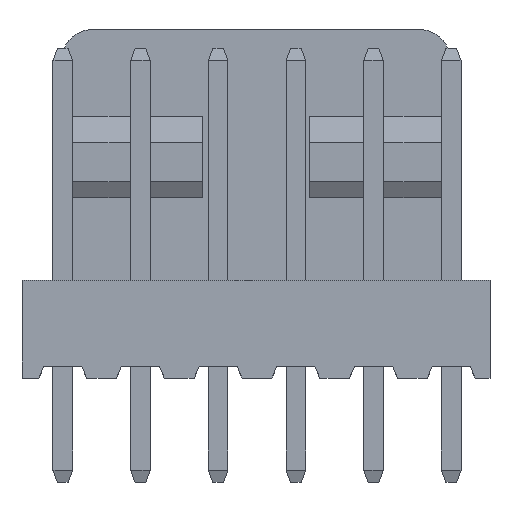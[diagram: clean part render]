
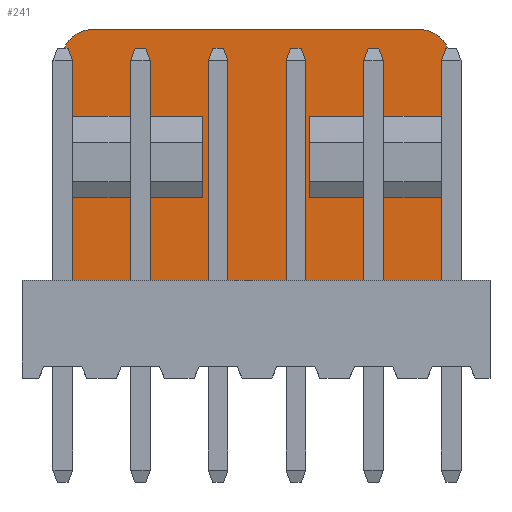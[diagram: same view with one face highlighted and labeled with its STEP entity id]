
A CAD part, top view. The second image highlights one B-rep face of the part: STEP entity #241.
In plain terms, the highlighted planar face has unit normal (0, 0, 1).
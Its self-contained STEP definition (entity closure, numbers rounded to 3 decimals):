
#241 = ADVANCED_FACE ( 'NONE', ( #4107 ), #1505, .T. ) ;
#384 = DIRECTION ( 'NONE',  ( 0., -1., 0. ) ) ;
#386 = CARTESIAN_POINT ( 'NONE',  ( 23.643, 52.751, -4.64 ) ) ;
#387 = DIRECTION ( 'NONE',  ( 0., 0., 1. ) ) ;
#388 = DIRECTION ( 'NONE',  ( 1., 0., 0. ) ) ;
#389 = CARTESIAN_POINT ( 'NONE',  ( 35.343, 53.751, -4.64 ) ) ;
#394 = CARTESIAN_POINT ( 'NONE',  ( 21.343, 45.547, -4.64 ) ) ;
#395 = DIRECTION ( 'NONE',  ( 1., 0., 0. ) ) ;
#396 = CARTESIAN_POINT ( 'NONE',  ( 22.643, 48.254, -4.64 ) ) ;
#397 = DIRECTION ( 'NONE',  ( 0., 1., 0. ) ) ;
#398 = CARTESIAN_POINT ( 'NONE',  ( 27.243, 41.996, -4.64 ) ) ;
#399 = DIRECTION ( 'NONE',  ( 0., 1., 0. ) ) ;
#400 = CARTESIAN_POINT ( 'NONE',  ( 22.643, 53.751, -4.64 ) ) ;
#401 = DIRECTION ( 'NONE',  ( 0., 1., 0. ) ) ;
#404 = CARTESIAN_POINT ( 'NONE',  ( 34.343, 52.751, -4.64 ) ) ;
#405 = DIRECTION ( 'NONE',  ( 0., 0., 1. ) ) ;
#406 = DIRECTION ( 'NONE',  ( 1., 0., 0. ) ) ;
#407 = CARTESIAN_POINT ( 'NONE',  ( 30.743, 41.996, -4.64 ) ) ;
#408 = DIRECTION ( 'NONE',  ( 0., 1., 0. ) ) ;
#409 = CARTESIAN_POINT ( 'NONE',  ( 35.343, 48.254, -4.64 ) ) ;
#410 = DIRECTION ( 'NONE',  ( 0., -1., 0. ) ) ;
#469 = CARTESIAN_POINT ( 'NONE',  ( 21.343, 53.751, -4.64 ) ) ;
#507 = CARTESIAN_POINT ( 'NONE',  ( 21.343, 48.254, -4.64 ) ) ;
#509 = DIRECTION ( 'NONE',  ( 1., 0., 0. ) ) ;
#511 = CARTESIAN_POINT ( 'NONE',  ( 21.343, 48.254, -4.64 ) ) ;
#513 = DIRECTION ( 'NONE',  ( 1., 0., 0. ) ) ;
#514 = DIRECTION ( 'NONE',  ( 1., 0., 0. ) ) ;
#939 = CARTESIAN_POINT ( 'NONE',  ( 22.643, 52.751, -4.64 ) ) ;
#956 = CARTESIAN_POINT ( 'NONE',  ( 22.643, 45.547, -4.64 ) ) ;
#965 = CARTESIAN_POINT ( 'NONE',  ( 30.743, 50.926, -4.64 ) ) ;
#973 = CARTESIAN_POINT ( 'NONE',  ( 30.743, 48.254, -4.64 ) ) ;
#976 = CARTESIAN_POINT ( 'NONE',  ( 22.643, 48.254, -4.64 ) ) ;
#1003 = CARTESIAN_POINT ( 'NONE',  ( 22.643, 50.926, -4.64 ) ) ;
#1007 = CARTESIAN_POINT ( 'NONE',  ( 27.243, 48.254, -4.64 ) ) ;
#1013 = CARTESIAN_POINT ( 'NONE',  ( 23.643, 53.751, -4.64 ) ) ;
#1022 = CARTESIAN_POINT ( 'NONE',  ( 35.343, 52.751, -4.64 ) ) ;
#1033 = CARTESIAN_POINT ( 'NONE',  ( 35.343, 50.926, -4.64 ) ) ;
#1078 = CARTESIAN_POINT ( 'NONE',  ( 35.343, 45.547, -4.64 ) ) ;
#1085 = CARTESIAN_POINT ( 'NONE',  ( 35.343, 48.254, -4.64 ) ) ;
#1138 = CARTESIAN_POINT ( 'NONE',  ( 27.243, 50.926, -4.64 ) ) ;
#1151 = CARTESIAN_POINT ( 'NONE',  ( 34.343, 53.751, -4.64 ) ) ;
#1494 = DIRECTION ( 'NONE',  ( 1., 0., 0. ) ) ;
#1495 = DIRECTION ( 'NONE',  ( 0., 0., 1. ) ) ;
#1505 = PLANE ( 'NONE',  #2505 ) ;
#1510 = CARTESIAN_POINT ( 'NONE',  ( 21.343, 53.751, -4.64 ) ) ;
#1514 = VECTOR ( 'NONE', #3295, 1000. ) ;
#1568 = ORIENTED_EDGE ( 'NONE', *, *, #2296, .T. ) ;
#1569 = ORIENTED_EDGE ( 'NONE', *, *, #2298, .T. ) ;
#1570 = ORIENTED_EDGE ( 'NONE', *, *, #2238, .T. ) ;
#1571 = ORIENTED_EDGE ( 'NONE', *, *, #2297, .F. ) ;
#1572 = ORIENTED_EDGE ( 'NONE', *, *, #2347, .F. ) ;
#1573 = ORIENTED_EDGE ( 'NONE', *, *, #2294, .F. ) ;
#1574 = ORIENTED_EDGE ( 'NONE', *, *, #2237, .T. ) ;
#1575 = ORIENTED_EDGE ( 'NONE', *, *, #2295, .F. ) ;
#1667 = ORIENTED_EDGE ( 'NONE', *, *, #2350, .F. ) ;
#1668 = ORIENTED_EDGE ( 'NONE', *, *, #2299, .F. ) ;
#1669 = ORIENTED_EDGE ( 'NONE', *, *, #2292, .T. ) ;
#1670 = ORIENTED_EDGE ( 'NONE', *, *, #2293, .F. ) ;
#1671 = ORIENTED_EDGE ( 'NONE', *, *, #2349, .F. ) ;
#1672 = ORIENTED_EDGE ( 'NONE', *, *, #2288, .T. ) ;
#1721 = EDGE_LOOP ( 'NONE', ( #1667, #1672, #1575, #1574, #1573, #1671, #1670, #1669, #1668, #1572, #1569, #1570, #1571, #1568 ) ) ;
#2237 = EDGE_CURVE ( 'NONE', #3821, #4008, #4140, .T. ) ;
#2238 = EDGE_CURVE ( 'NONE', #3773, #3862, #3360, .T. ) ;
#2288 = EDGE_CURVE ( 'NONE', #3841, #3732, #2746, .T. ) ;
#2292 = EDGE_CURVE ( 'NONE', #3753, #3922, #2753, .T. ) ;
#2293 = EDGE_CURVE ( 'NONE', #3753, #3789, #2755, .T. ) ;
#2294 = EDGE_CURVE ( 'NONE', #3825, #4008, #2757, .T. ) ;
#2295 = EDGE_CURVE ( 'NONE', #3821, #3732, #2759, .T. ) ;
#2296 = EDGE_CURVE ( 'NONE', #3846, #4017, #2761, .T. ) ;
#2297 = EDGE_CURVE ( 'NONE', #3846, #3862, #2763, .T. ) ;
#2298 = EDGE_CURVE ( 'NONE', #3777, #3773, #2764, .T. ) ;
#2299 = EDGE_CURVE ( 'NONE', #3935, #3922, #2766, .T. ) ;
#2347 = EDGE_CURVE ( 'NONE', #3777, #3935, #2860, .T. ) ;
#2349 = EDGE_CURVE ( 'NONE', #3789, #3825, #2864, .T. ) ;
#2350 = EDGE_CURVE ( 'NONE', #3841, #4017, #2862, .T. ) ;
#2505 = AXIS2_PLACEMENT_3D ( 'NONE', #1510, #1495, #1494 ) ;
#2546 = AXIS2_PLACEMENT_3D ( 'NONE', #386, #387, #388 ) ;
#2548 = AXIS2_PLACEMENT_3D ( 'NONE', #404, #405, #406 ) ;
#2746 = CIRCLE ( 'NONE', #2546, 1. ) ;
#2753 = LINE ( 'NONE', #394, #2756 ) ;
#2755 = LINE ( 'NONE', #396, #2758 ) ;
#2756 = VECTOR ( 'NONE', #395, 1000. ) ;
#2757 = LINE ( 'NONE', #398, #2760 ) ;
#2758 = VECTOR ( 'NONE', #397, 1000. ) ;
#2759 = LINE ( 'NONE', #400, #2762 ) ;
#2760 = VECTOR ( 'NONE', #399, 1000. ) ;
#2761 = CIRCLE ( 'NONE', #2548, 1. ) ;
#2762 = VECTOR ( 'NONE', #401, 1000. ) ;
#2763 = LINE ( 'NONE', #389, #2765 ) ;
#2764 = LINE ( 'NONE', #407, #2767 ) ;
#2765 = VECTOR ( 'NONE', #384, 1000. ) ;
#2766 = LINE ( 'NONE', #409, #2769 ) ;
#2767 = VECTOR ( 'NONE', #408, 1000. ) ;
#2769 = VECTOR ( 'NONE', #410, 1000. ) ;
#2860 = LINE ( 'NONE', #507, #2863 ) ;
#2862 = LINE ( 'NONE', #469, #2869 ) ;
#2863 = VECTOR ( 'NONE', #509, 1000. ) ;
#2864 = LINE ( 'NONE', #511, #2867 ) ;
#2867 = VECTOR ( 'NONE', #513, 1000. ) ;
#2869 = VECTOR ( 'NONE', #514, 1000. ) ;
#3295 = DIRECTION ( 'NONE',  ( 1., 0., 0. ) ) ;
#3298 = DIRECTION ( 'NONE',  ( 1., 0., 0. ) ) ;
#3303 = CARTESIAN_POINT ( 'NONE',  ( 21.343, 50.926, -4.64 ) ) ;
#3308 = CARTESIAN_POINT ( 'NONE',  ( 21.343, 50.926, -4.64 ) ) ;
#3360 = LINE ( 'NONE', #3303, #1514 ) ;
#3732 = VERTEX_POINT ( 'NONE', #939 ) ;
#3753 = VERTEX_POINT ( 'NONE', #956 ) ;
#3773 = VERTEX_POINT ( 'NONE', #965 ) ;
#3777 = VERTEX_POINT ( 'NONE', #973 ) ;
#3789 = VERTEX_POINT ( 'NONE', #976 ) ;
#3821 = VERTEX_POINT ( 'NONE', #1003 ) ;
#3825 = VERTEX_POINT ( 'NONE', #1007 ) ;
#3841 = VERTEX_POINT ( 'NONE', #1013 ) ;
#3846 = VERTEX_POINT ( 'NONE', #1022 ) ;
#3862 = VERTEX_POINT ( 'NONE', #1033 ) ;
#3922 = VERTEX_POINT ( 'NONE', #1078 ) ;
#3935 = VERTEX_POINT ( 'NONE', #1085 ) ;
#4008 = VERTEX_POINT ( 'NONE', #1138 ) ;
#4017 = VERTEX_POINT ( 'NONE', #1151 ) ;
#4107 = FACE_OUTER_BOUND ( 'NONE', #1721, .T. ) ;
#4140 = LINE ( 'NONE', #3308, #4149 ) ;
#4149 = VECTOR ( 'NONE', #3298, 1000. ) ;
